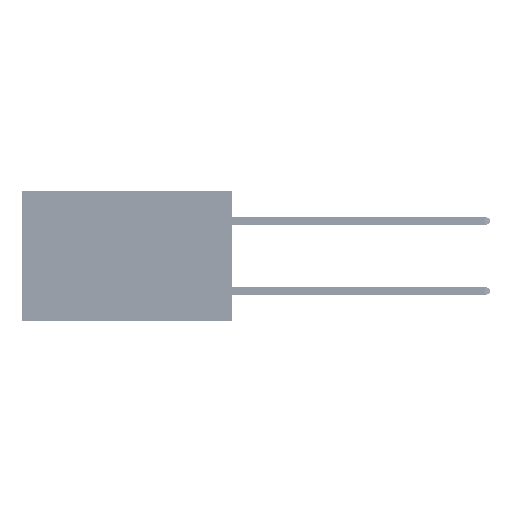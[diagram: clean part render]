
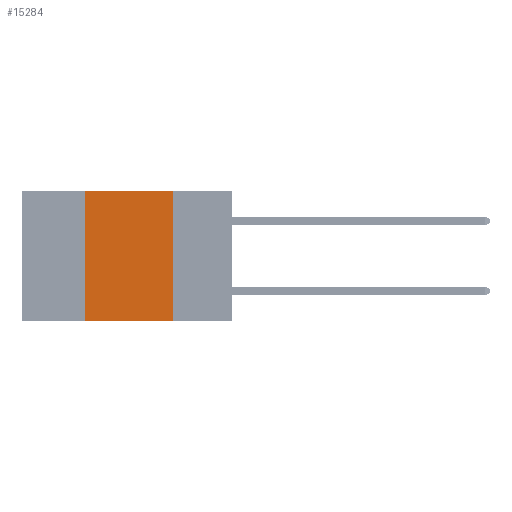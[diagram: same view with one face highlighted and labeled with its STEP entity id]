
A CAD part, left-side view. The second image highlights one B-rep face of the part: STEP entity #15284.
In plain terms, the highlighted planar face has unit normal (-1, 0, 0).
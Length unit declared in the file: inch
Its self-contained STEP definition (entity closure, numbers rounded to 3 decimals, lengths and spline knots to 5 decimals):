
#461 = ORIENTED_EDGE ( 'NONE', *, *, #35348, .F. ) ;
#3819 = DIRECTION ( 'NONE',  ( 1., 0., 0. ) ) ;
#6861 = CARTESIAN_POINT ( 'NONE',  ( 0., 0.6, -0.37 ) ) ;
#10796 = VERTEX_POINT ( 'NONE', #37168 ) ;
#10834 = CARTESIAN_POINT ( 'NONE',  ( 0., 0.17, 0. ) ) ;
#12915 = VECTOR ( 'NONE', #19101, 39.37008 ) ;
#13613 = EDGE_LOOP ( 'NONE', ( #38580, #38194, #461, #43774 ) ) ;
#14749 = PLANE ( 'NONE',  #44575 ) ;
#15284 = ADVANCED_FACE ( 'NONE', ( #50943 ), #14749, .F. ) ;
#19101 = DIRECTION ( 'NONE',  ( 0., 0., 1. ) ) ;
#19885 = CARTESIAN_POINT ( 'NONE',  ( 0., 0.42, 0. ) ) ;
#22472 = CARTESIAN_POINT ( 'NONE',  ( 0., 0.42, 0. ) ) ;
#22991 = DIRECTION ( 'NONE',  ( 0., -1., 0. ) ) ;
#23843 = LINE ( 'NONE', #19885, #12915 ) ;
#26673 = LINE ( 'NONE', #6861, #34160 ) ;
#28123 = CARTESIAN_POINT ( 'NONE',  ( 0., 0.6, 0. ) ) ;
#30259 = VERTEX_POINT ( 'NONE', #10834 ) ;
#31692 = VERTEX_POINT ( 'NONE', #45024 ) ;
#32067 = DIRECTION ( 'NONE',  ( 0., 0., -1. ) ) ;
#33765 = VERTEX_POINT ( 'NONE', #22472 ) ;
#34160 = VECTOR ( 'NONE', #22991, 39.37008 ) ;
#34591 = CARTESIAN_POINT ( 'NONE',  ( 0., 0.6, 0. ) ) ;
#35348 = EDGE_CURVE ( 'NONE', #31692, #33765, #23843, .T. ) ;
#35640 = DIRECTION ( 'NONE',  ( 0., -1., 0. ) ) ;
#37168 = CARTESIAN_POINT ( 'NONE',  ( 0., 0.17, -0.37 ) ) ;
#37706 = DIRECTION ( 'NONE',  ( 0., 0., -1. ) ) ;
#38194 = ORIENTED_EDGE ( 'NONE', *, *, #38686, .F. ) ;
#38557 = LINE ( 'NONE', #34591, #51805 ) ;
#38580 = ORIENTED_EDGE ( 'NONE', *, *, #38943, .F. ) ;
#38686 = EDGE_CURVE ( 'NONE', #33765, #30259, #38557, .T. ) ;
#38943 = EDGE_CURVE ( 'NONE', #30259, #10796, #41945, .T. ) ;
#39958 = EDGE_CURVE ( 'NONE', #31692, #10796, #26673, .T. ) ;
#41945 = LINE ( 'NONE', #49375, #48449 ) ;
#43774 = ORIENTED_EDGE ( 'NONE', *, *, #39958, .T. ) ;
#44575 = AXIS2_PLACEMENT_3D ( 'NONE', #28123, #3819, #32067 ) ;
#45024 = CARTESIAN_POINT ( 'NONE',  ( 0., 0.42, -0.37 ) ) ;
#48449 = VECTOR ( 'NONE', #37706, 39.37008 ) ;
#49375 = CARTESIAN_POINT ( 'NONE',  ( 0., 0.17, 0. ) ) ;
#50943 = FACE_OUTER_BOUND ( 'NONE', #13613, .T. ) ;
#51805 = VECTOR ( 'NONE', #35640, 39.37008 ) ;
